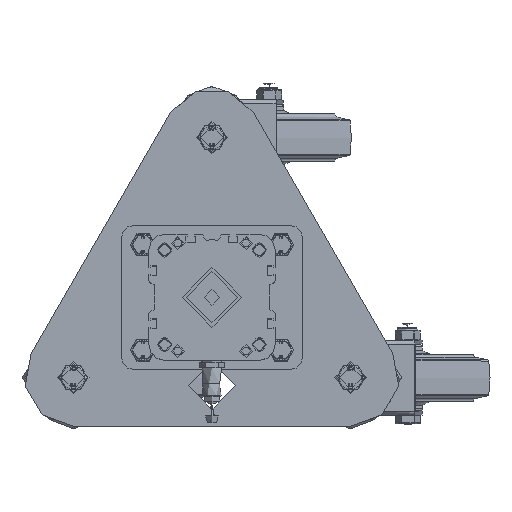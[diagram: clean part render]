
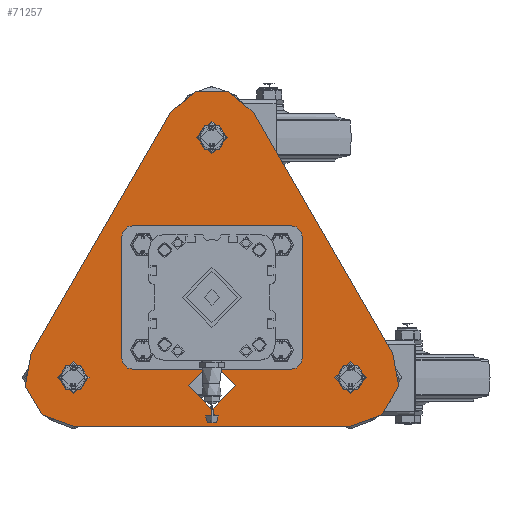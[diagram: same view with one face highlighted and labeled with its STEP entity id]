
A CAD part, top view. The second image highlights one B-rep face of the part: STEP entity #71257.
In plain terms, the highlighted planar face has unit normal (0, 0, 1).
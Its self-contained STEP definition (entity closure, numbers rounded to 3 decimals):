
#5164=FACE_BOUND('',#12153,.T.);
#5165=FACE_BOUND('',#12154,.T.);
#5166=FACE_BOUND('',#12155,.T.);
#5167=FACE_BOUND('',#12156,.T.);
#5168=FACE_BOUND('',#12157,.T.);
#5169=FACE_BOUND('',#12158,.T.);
#5170=FACE_BOUND('',#12159,.T.);
#5844=PLANE('',#76689);
#7732=FACE_OUTER_BOUND('',#12152,.T.);
#12152=EDGE_LOOP('',(#48314,#48315,#48316,#48317,#48318,#48319));
#12153=EDGE_LOOP('',(#48320));
#12154=EDGE_LOOP('',(#48321));
#12155=EDGE_LOOP('',(#48322));
#12156=EDGE_LOOP('',(#48323));
#12157=EDGE_LOOP('',(#48324));
#12158=EDGE_LOOP('',(#48325));
#12159=EDGE_LOOP('',(#48326));
#17243=LINE('',#102353,#22443);
#17244=LINE('',#102355,#22444);
#17245=LINE('',#102357,#22445);
#22443=VECTOR('',#83547,1000.);
#22444=VECTOR('',#83550,1000.);
#22445=VECTOR('',#83553,1000.);
#27627=CIRCLE('',#76656,6.25);
#27629=CIRCLE('',#76659,6.25);
#27631=CIRCLE('',#76662,6.25);
#27633=CIRCLE('',#76665,37.);
#27636=CIRCLE('',#76669,37.);
#27637=CIRCLE('',#76671,18.);
#27640=CIRCLE('',#76675,5.);
#27642=CIRCLE('',#76678,5.);
#27644=CIRCLE('',#76681,5.);
#27646=CIRCLE('',#76685,37.);
#30403=VERTEX_POINT('',#102280);
#30405=VERTEX_POINT('',#102286);
#30407=VERTEX_POINT('',#102292);
#30409=VERTEX_POINT('',#102298);
#30410=VERTEX_POINT('',#102299);
#30415=VERTEX_POINT('',#102310);
#30416=VERTEX_POINT('',#102312);
#30417=VERTEX_POINT('',#102316);
#30420=VERTEX_POINT('',#102324);
#30422=VERTEX_POINT('',#102330);
#30424=VERTEX_POINT('',#102336);
#30427=VERTEX_POINT('',#102347);
#30428=VERTEX_POINT('',#102349);
#37422=EDGE_CURVE('',#30403,#30403,#27627,.T.);
#37425=EDGE_CURVE('',#30405,#30405,#27629,.T.);
#37428=EDGE_CURVE('',#30407,#30407,#27631,.T.);
#37431=EDGE_CURVE('',#30409,#30410,#27633,.T.);
#37437=EDGE_CURVE('',#30416,#30415,#27636,.T.);
#37439=EDGE_CURVE('',#30417,#30417,#27637,.T.);
#37444=EDGE_CURVE('',#30420,#30420,#27640,.T.);
#37447=EDGE_CURVE('',#30422,#30422,#27642,.T.);
#37450=EDGE_CURVE('',#30424,#30424,#27644,.T.);
#37456=EDGE_CURVE('',#30428,#30427,#27646,.T.);
#37458=EDGE_CURVE('',#30427,#30416,#17243,.T.);
#37459=EDGE_CURVE('',#30409,#30415,#17244,.T.);
#37460=EDGE_CURVE('',#30410,#30428,#17245,.T.);
#48314=ORIENTED_EDGE('',*,*,#37460,.T.);
#48315=ORIENTED_EDGE('',*,*,#37456,.T.);
#48316=ORIENTED_EDGE('',*,*,#37458,.T.);
#48317=ORIENTED_EDGE('',*,*,#37437,.T.);
#48318=ORIENTED_EDGE('',*,*,#37459,.F.);
#48319=ORIENTED_EDGE('',*,*,#37431,.T.);
#48320=ORIENTED_EDGE('',*,*,#37450,.T.);
#48321=ORIENTED_EDGE('',*,*,#37447,.T.);
#48322=ORIENTED_EDGE('',*,*,#37444,.T.);
#48323=ORIENTED_EDGE('',*,*,#37439,.T.);
#48324=ORIENTED_EDGE('',*,*,#37422,.T.);
#48325=ORIENTED_EDGE('',*,*,#37425,.T.);
#48326=ORIENTED_EDGE('',*,*,#37428,.T.);
#71257=ADVANCED_FACE('',(#7732,#5164,#5165,#5166,#5167,#5168,#5169,#5170),
#5844,.T.);
#76656=AXIS2_PLACEMENT_3D('',#102281,#83469,#83470);
#76659=AXIS2_PLACEMENT_3D('',#102287,#83476,#83477);
#76662=AXIS2_PLACEMENT_3D('',#102293,#83483,#83484);
#76665=AXIS2_PLACEMENT_3D('',#102300,#83490,#83491);
#76669=AXIS2_PLACEMENT_3D('',#102313,#83501,#83502);
#76671=AXIS2_PLACEMENT_3D('',#102317,#83506,#83507);
#76675=AXIS2_PLACEMENT_3D('',#102326,#83516,#83517);
#76678=AXIS2_PLACEMENT_3D('',#102332,#83523,#83524);
#76681=AXIS2_PLACEMENT_3D('',#102338,#83530,#83531);
#76685=AXIS2_PLACEMENT_3D('',#102350,#83542,#83543);
#76689=AXIS2_PLACEMENT_3D('',#102358,#83554,#83555);
#83469=DIRECTION('center_axis',(0.,0.,-1.));
#83470=DIRECTION('ref_axis',(1.,0.,0.));
#83476=DIRECTION('center_axis',(0.,0.,-1.));
#83477=DIRECTION('ref_axis',(1.,0.,0.));
#83483=DIRECTION('center_axis',(0.,0.,-1.));
#83484=DIRECTION('ref_axis',(1.,0.,0.));
#83490=DIRECTION('center_axis',(0.,0.,1.));
#83491=DIRECTION('ref_axis',(1.,0.,0.));
#83501=DIRECTION('center_axis',(0.,0.,1.));
#83502=DIRECTION('ref_axis',(1.,0.,0.));
#83506=DIRECTION('center_axis',(0.,0.,-1.));
#83507=DIRECTION('ref_axis',(1.,0.,0.));
#83516=DIRECTION('center_axis',(0.,0.,-1.));
#83517=DIRECTION('ref_axis',(-1.,0.,0.));
#83523=DIRECTION('center_axis',(0.,0.,-1.));
#83524=DIRECTION('ref_axis',(-1.,0.,0.));
#83530=DIRECTION('center_axis',(0.,0.,-1.));
#83531=DIRECTION('ref_axis',(-1.,0.,0.));
#83542=DIRECTION('center_axis',(0.,0.,1.));
#83543=DIRECTION('ref_axis',(1.,0.,0.));
#83547=DIRECTION('',(-0.5,-0.866,0.));
#83550=DIRECTION('',(-1.,0.,0.));
#83553=DIRECTION('',(-0.5,0.866,0.));
#83554=DIRECTION('center_axis',(0.,0.,1.));
#83555=DIRECTION('ref_axis',(1.,0.,0.));
#102280=CARTESIAN_POINT('',(-111.75,0.,0.));
#102281=CARTESIAN_POINT('Origin',(-105.5,0.,0.));
#102286=CARTESIAN_POINT('',(99.25,0.,0.));
#102287=CARTESIAN_POINT('Origin',(105.5,0.,0.));
#102292=CARTESIAN_POINT('',(-6.25,182.731,0.));
#102293=CARTESIAN_POINT('Origin',(0.,182.731,
0.));
#102298=CARTESIAN_POINT('',(105.5,-37.,0.));
#102299=CARTESIAN_POINT('',(137.543,18.5,0.));
#102300=CARTESIAN_POINT('Origin',(105.5,0.,0.));
#102310=CARTESIAN_POINT('',(-105.5,-37.,0.));
#102312=CARTESIAN_POINT('',(-137.543,18.5,0.));
#102313=CARTESIAN_POINT('Origin',(-105.5,0.,0.));
#102316=CARTESIAN_POINT('',(-18.,-6.,0.));
#102317=CARTESIAN_POINT('Origin',(0.,-6.,0.));
#102324=CARTESIAN_POINT('',(-14.,71.876,0.));
#102326=CARTESIAN_POINT('Origin',(-19.,71.876,0.));
#102330=CARTESIAN_POINT('',(24.,71.876,0.));
#102332=CARTESIAN_POINT('Origin',(19.,71.876,0.));
#102336=CARTESIAN_POINT('',(5.,38.967,0.));
#102338=CARTESIAN_POINT('Origin',(0.,38.967,
0.));
#102347=CARTESIAN_POINT('',(-32.043,201.231,0.));
#102349=CARTESIAN_POINT('',(32.043,201.231,0.));
#102350=CARTESIAN_POINT('Origin',(0.,182.731,
0.));
#102353=CARTESIAN_POINT('',(-32.043,201.231,0.));
#102355=CARTESIAN_POINT('',(105.5,-37.,0.));
#102357=CARTESIAN_POINT('',(137.543,18.5,0.));
#102358=CARTESIAN_POINT('Origin',(0.,0.,0.));
